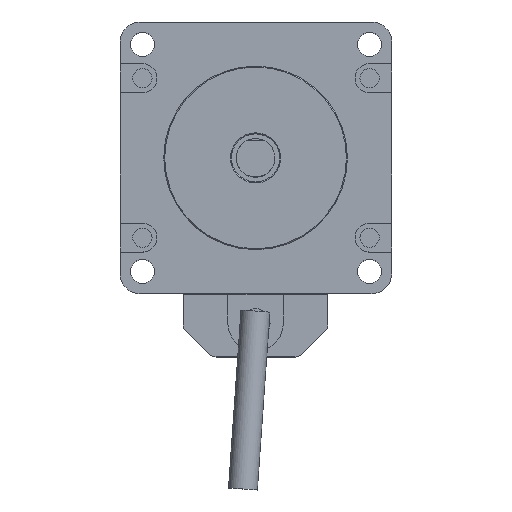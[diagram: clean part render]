
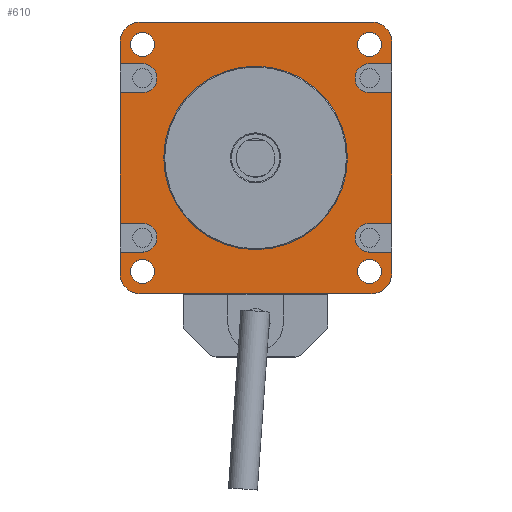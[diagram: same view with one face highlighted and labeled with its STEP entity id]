
A CAD part, top view. The second image highlights one B-rep face of the part: STEP entity #610.
In plain terms, the highlighted planar face has unit normal (0, 0, 1).
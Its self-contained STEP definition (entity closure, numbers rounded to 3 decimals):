
#610=ADVANCED_FACE('',(#1472,#1473,#1474,#1475,#1476,#1477),#735,.T.);
#735=PLANE('',#4318);
#1028=LINE('',#6597,#1351);
#1031=LINE('',#6603,#1354);
#1034=LINE('',#6609,#1357);
#1037=LINE('',#6615,#1360);
#1043=LINE('',#6631,#1366);
#1047=LINE('',#6641,#1370);
#1049=LINE('',#6647,#1372);
#1050=LINE('',#6649,#1373);
#1051=LINE('',#6651,#1374);
#1052=LINE('',#6655,#1375);
#1053=LINE('',#6656,#1376);
#1054=LINE('',#6660,#1377);
#1055=LINE('',#6661,#1378);
#1056=LINE('',#6665,#1379);
#1057=LINE('',#6666,#1380);
#1058=LINE('',#6670,#1381);
#1351=VECTOR('',#5374,1.);
#1354=VECTOR('',#5379,1.);
#1357=VECTOR('',#5384,1.);
#1360=VECTOR('',#5389,1.);
#1366=VECTOR('',#5405,1.);
#1370=VECTOR('',#5415,1.);
#1372=VECTOR('',#5423,1.);
#1373=VECTOR('',#5426,1.);
#1374=VECTOR('',#5429,1.);
#1375=VECTOR('',#5432,1.);
#1376=VECTOR('',#5433,1.);
#1377=VECTOR('',#5436,1.);
#1378=VECTOR('',#5437,1.);
#1379=VECTOR('',#5440,1.);
#1380=VECTOR('',#5441,1.);
#1381=VECTOR('',#5444,1.);
#1472=FACE_BOUND('',#1733,.T.);
#1473=FACE_BOUND('',#1734,.T.);
#1474=FACE_BOUND('',#1735,.T.);
#1475=FACE_BOUND('',#1736,.T.);
#1476=FACE_BOUND('',#1737,.T.);
#1477=FACE_BOUND('',#1738,.T.);
#1733=EDGE_LOOP('',(#2728,#2729,#2730,#2731,#2732,#2733,#2734,#2735,#2736,
#2737,#2738,#2739,#2740,#2741,#2742,#2743,#2744,#2745,#2746,#2747,#2748,
#2749,#2750,#2751));
#1734=EDGE_LOOP('',(#2752));
#1735=EDGE_LOOP('',(#2753));
#1736=EDGE_LOOP('',(#2754));
#1737=EDGE_LOOP('',(#2755));
#1738=EDGE_LOOP('',(#2756));
#2728=ORIENTED_EDGE('',*,*,#3661,.T.);
#2729=ORIENTED_EDGE('',*,*,#3688,.T.);
#2730=ORIENTED_EDGE('',*,*,#3689,.T.);
#2731=ORIENTED_EDGE('',*,*,#3690,.T.);
#2732=ORIENTED_EDGE('',*,*,#3683,.T.);
#2733=ORIENTED_EDGE('',*,*,#3685,.T.);
#2734=ORIENTED_EDGE('',*,*,#3687,.T.);
#2735=ORIENTED_EDGE('',*,*,#3672,.T.);
#2736=ORIENTED_EDGE('',*,*,#3667,.T.);
#2737=ORIENTED_EDGE('',*,*,#3691,.F.);
#2738=ORIENTED_EDGE('',*,*,#3692,.F.);
#2739=ORIENTED_EDGE('',*,*,#3693,.F.);
#2740=ORIENTED_EDGE('',*,*,#3664,.T.);
#2741=ORIENTED_EDGE('',*,*,#3694,.T.);
#2742=ORIENTED_EDGE('',*,*,#3695,.T.);
#2743=ORIENTED_EDGE('',*,*,#3696,.T.);
#2744=ORIENTED_EDGE('',*,*,#3678,.T.);
#2745=ORIENTED_EDGE('',*,*,#3675,.T.);
#2746=ORIENTED_EDGE('',*,*,#3686,.T.);
#2747=ORIENTED_EDGE('',*,*,#3679,.T.);
#2748=ORIENTED_EDGE('',*,*,#3670,.T.);
#2749=ORIENTED_EDGE('',*,*,#3697,.F.);
#2750=ORIENTED_EDGE('',*,*,#3698,.F.);
#2751=ORIENTED_EDGE('',*,*,#3699,.F.);
#2752=ORIENTED_EDGE('',*,*,#3700,.F.);
#2753=ORIENTED_EDGE('',*,*,#3701,.F.);
#2754=ORIENTED_EDGE('',*,*,#3702,.F.);
#2755=ORIENTED_EDGE('',*,*,#3703,.F.);
#2756=ORIENTED_EDGE('',*,*,#3704,.T.);
#3155=VERTEX_POINT('',#6596);
#3156=VERTEX_POINT('',#6598);
#3157=VERTEX_POINT('',#6602);
#3158=VERTEX_POINT('',#6604);
#3159=VERTEX_POINT('',#6608);
#3160=VERTEX_POINT('',#6610);
#3161=VERTEX_POINT('',#6614);
#3162=VERTEX_POINT('',#6616);
#3163=VERTEX_POINT('',#6620);
#3164=VERTEX_POINT('',#6624);
#3165=VERTEX_POINT('',#6626);
#3166=VERTEX_POINT('',#6630);
#3167=VERTEX_POINT('',#6634);
#3168=VERTEX_POINT('',#6638);
#3169=VERTEX_POINT('',#6640);
#3170=VERTEX_POINT('',#6644);
#3171=VERTEX_POINT('',#6652);
#3172=VERTEX_POINT('',#6654);
#3173=VERTEX_POINT('',#6657);
#3174=VERTEX_POINT('',#6659);
#3175=VERTEX_POINT('',#6662);
#3176=VERTEX_POINT('',#6664);
#3177=VERTEX_POINT('',#6667);
#3178=VERTEX_POINT('',#6669);
#3179=VERTEX_POINT('',#6672);
#3180=VERTEX_POINT('',#6674);
#3181=VERTEX_POINT('',#6676);
#3182=VERTEX_POINT('',#6678);
#3183=VERTEX_POINT('',#6680);
#3661=EDGE_CURVE('',#3156,#3155,#1028,.T.);
#3664=EDGE_CURVE('',#3158,#3157,#1031,.T.);
#3667=EDGE_CURVE('',#3160,#3159,#1034,.T.);
#3670=EDGE_CURVE('',#3162,#3161,#1037,.T.);
#3672=EDGE_CURVE('',#3163,#3160,#3902,.T.);
#3675=EDGE_CURVE('',#3165,#3164,#3903,.T.);
#3678=EDGE_CURVE('',#3166,#3165,#1043,.T.);
#3679=EDGE_CURVE('',#3167,#3162,#3904,.T.);
#3683=EDGE_CURVE('',#3168,#3169,#1047,.T.);
#3685=EDGE_CURVE('',#3169,#3170,#3905,.T.);
#3686=EDGE_CURVE('',#3164,#3167,#1049,.T.);
#3687=EDGE_CURVE('',#3170,#3163,#1050,.T.);
#3688=EDGE_CURVE('',#3155,#3171,#1051,.T.);
#3689=EDGE_CURVE('',#3171,#3172,#3906,.T.);
#3690=EDGE_CURVE('',#3172,#3168,#1052,.T.);
#3691=EDGE_CURVE('',#3173,#3159,#1053,.T.);
#3692=EDGE_CURVE('',#3174,#3173,#3907,.T.);
#3693=EDGE_CURVE('',#3158,#3174,#1054,.T.);
#3694=EDGE_CURVE('',#3157,#3175,#1055,.T.);
#3695=EDGE_CURVE('',#3175,#3176,#3908,.T.);
#3696=EDGE_CURVE('',#3176,#3166,#1056,.T.);
#3697=EDGE_CURVE('',#3177,#3161,#1057,.T.);
#3698=EDGE_CURVE('',#3178,#3177,#3909,.T.);
#3699=EDGE_CURVE('',#3156,#3178,#1058,.T.);
#3700=EDGE_CURVE('',#3179,#3179,#3910,.T.);
#3701=EDGE_CURVE('',#3180,#3180,#3911,.T.);
#3702=EDGE_CURVE('',#3181,#3181,#3912,.T.);
#3703=EDGE_CURVE('',#3182,#3182,#3913,.T.);
#3704=EDGE_CURVE('',#3183,#3183,#3914,.T.);
#3902=CIRCLE('',#4297,4.2);
#3903=CIRCLE('',#4299,4.2);
#3904=CIRCLE('',#4302,4.378);
#3905=CIRCLE('',#4305,4.216);
#3906=CIRCLE('',#4309,3.);
#3907=CIRCLE('',#4310,3.);
#3908=CIRCLE('',#4311,3.);
#3909=CIRCLE('',#4312,3.);
#3910=CIRCLE('',#4313,2.5);
#3911=CIRCLE('',#4314,2.5);
#3912=CIRCLE('',#4315,2.5);
#3913=CIRCLE('',#4316,2.5);
#3914=CIRCLE('',#4317,5.);
#4297=AXIS2_PLACEMENT_3D('',#6619,#5393,#5394);
#4299=AXIS2_PLACEMENT_3D('',#6625,#5399,#5400);
#4302=AXIS2_PLACEMENT_3D('',#6633,#5408,#5409);
#4305=AXIS2_PLACEMENT_3D('',#6645,#5419,#5420);
#4309=AXIS2_PLACEMENT_3D('',#6653,#5430,#5431);
#4310=AXIS2_PLACEMENT_3D('',#6658,#5434,#5435);
#4311=AXIS2_PLACEMENT_3D('',#6663,#5438,#5439);
#4312=AXIS2_PLACEMENT_3D('',#6668,#5442,#5443);
#4313=AXIS2_PLACEMENT_3D('',#6671,#5445,#5446);
#4314=AXIS2_PLACEMENT_3D('',#6673,#5447,#5448);
#4315=AXIS2_PLACEMENT_3D('',#6675,#5449,#5450);
#4316=AXIS2_PLACEMENT_3D('',#6677,#5451,#5452);
#4317=AXIS2_PLACEMENT_3D('',#6679,#5453,#5454);
#4318=AXIS2_PLACEMENT_3D('',#6681,#5455,#5456);
#5374=DIRECTION('',(0.,1.,0.));
#5379=DIRECTION('',(0.,-1.,0.));
#5384=DIRECTION('',(0.,-1.,0.));
#5389=DIRECTION('',(0.,1.,0.));
#5393=DIRECTION('',(0.,0.,1.));
#5394=DIRECTION('',(1.,0.,0.));
#5399=DIRECTION('',(0.,0.,1.));
#5400=DIRECTION('',(1.,0.,0.));
#5405=DIRECTION('',(0.,-1.,0.));
#5408=DIRECTION('',(0.,0.,1.));
#5409=DIRECTION('',(1.,0.,0.));
#5415=DIRECTION('',(0.,1.,0.));
#5419=DIRECTION('',(0.,0.,1.));
#5420=DIRECTION('',(1.,0.,0.));
#5423=DIRECTION('',(1.,0.,0.));
#5426=DIRECTION('',(-1.,0.,0.));
#5429=DIRECTION('',(-1.,-0.002,0.));
#5430=DIRECTION('',(0.,0.,-1.));
#5431=DIRECTION('',(-1.,0.,0.));
#5432=DIRECTION('',(1.,0.,0.));
#5433=DIRECTION('',(-1.,0.,0.));
#5434=DIRECTION('',(0.,0.,1.));
#5435=DIRECTION('',(1.,0.,0.));
#5436=DIRECTION('',(1.,-0.002,0.));
#5437=DIRECTION('',(1.,0.002,0.));
#5438=DIRECTION('',(0.,0.,-1.));
#5439=DIRECTION('',(1.,0.,0.));
#5440=DIRECTION('',(-1.,0.,0.));
#5441=DIRECTION('',(1.,0.,0.));
#5442=DIRECTION('',(0.,0.,1.));
#5443=DIRECTION('',(-1.,0.,0.));
#5444=DIRECTION('',(-1.,0.002,0.));
#5445=DIRECTION('',(0.,0.,1.));
#5446=DIRECTION('',(1.,0.,0.));
#5447=DIRECTION('',(0.,0.,1.));
#5448=DIRECTION('',(1.,0.,0.));
#5449=DIRECTION('',(0.,0.,1.));
#5450=DIRECTION('',(1.,0.,0.));
#5451=DIRECTION('',(0.,0.,1.));
#5452=DIRECTION('',(1.,0.,0.));
#5453=DIRECTION('',(0.,0.,-1.));
#5454=DIRECTION('',(1.,0.,0.));
#5455=DIRECTION('',(0.,0.,1.));
#5456=DIRECTION('',(1.,0.,0.));
#6596=CARTESIAN_POINT('',(28.2,13.55,0.));
#6597=CARTESIAN_POINT('',(28.2,-24.,0.));
#6598=CARTESIAN_POINT('',(28.2,-13.55,0.));
#6602=CARTESIAN_POINT('',(-28.2,-13.55,0.));
#6603=CARTESIAN_POINT('',(-28.2,-24.,0.));
#6604=CARTESIAN_POINT('',(-28.2,13.55,0.));
#6608=CARTESIAN_POINT('',(-28.2,19.541,0.));
#6609=CARTESIAN_POINT('',(-28.2,-24.,0.));
#6610=CARTESIAN_POINT('',(-28.2,24.,0.));
#6614=CARTESIAN_POINT('',(28.2,-19.541,0.));
#6615=CARTESIAN_POINT('',(28.2,-24.,0.));
#6616=CARTESIAN_POINT('',(28.2,-23.822,0.));
#6619=CARTESIAN_POINT('',(-24.,24.,0.));
#6620=CARTESIAN_POINT('',(-24.,28.2,0.));
#6624=CARTESIAN_POINT('',(-24.,-28.2,0.));
#6625=CARTESIAN_POINT('',(-24.,-24.,0.));
#6626=CARTESIAN_POINT('',(-28.2,-24.,0.));
#6630=CARTESIAN_POINT('',(-28.2,-19.541,0.));
#6631=CARTESIAN_POINT('',(-28.2,-24.,0.));
#6633=CARTESIAN_POINT('',(23.822,-23.822,0.));
#6634=CARTESIAN_POINT('',(23.822,-28.2,0.));
#6638=CARTESIAN_POINT('',(28.2,19.541,0.));
#6640=CARTESIAN_POINT('',(28.2,23.984,0.));
#6641=CARTESIAN_POINT('',(28.2,-24.,0.));
#6644=CARTESIAN_POINT('',(23.984,28.2,0.));
#6645=CARTESIAN_POINT('',(23.984,23.984,0.));
#6647=CARTESIAN_POINT('',(-24.,-28.2,0.));
#6649=CARTESIAN_POINT('',(-24.,28.2,0.));
#6651=CARTESIAN_POINT('',(28.2,13.55,0.));
#6652=CARTESIAN_POINT('',(23.556,13.541,0.));
#6653=CARTESIAN_POINT('',(23.55,16.541,0.));
#6654=CARTESIAN_POINT('',(23.55,19.541,0.));
#6655=CARTESIAN_POINT('',(23.55,19.541,0.));
#6656=CARTESIAN_POINT('',(-23.55,19.541,0.));
#6657=CARTESIAN_POINT('',(-23.55,19.541,0.));
#6658=CARTESIAN_POINT('',(-23.55,16.541,0.));
#6659=CARTESIAN_POINT('',(-23.556,13.541,0.));
#6660=CARTESIAN_POINT('',(-28.2,13.55,0.));
#6661=CARTESIAN_POINT('',(-28.2,-13.55,0.));
#6662=CARTESIAN_POINT('',(-23.556,-13.541,0.));
#6663=CARTESIAN_POINT('',(-23.55,-16.541,0.));
#6664=CARTESIAN_POINT('',(-23.55,-19.541,0.));
#6665=CARTESIAN_POINT('',(-23.55,-19.541,0.));
#6666=CARTESIAN_POINT('',(23.55,-19.541,0.));
#6667=CARTESIAN_POINT('',(23.55,-19.541,0.));
#6668=CARTESIAN_POINT('',(23.55,-16.541,0.));
#6669=CARTESIAN_POINT('',(23.556,-13.541,0.));
#6670=CARTESIAN_POINT('',(28.2,-13.55,0.));
#6671=CARTESIAN_POINT('',(-23.55,-23.55,0.));
#6672=CARTESIAN_POINT('',(-21.05,-23.55,0.));
#6673=CARTESIAN_POINT('',(-23.55,23.55,0.));
#6674=CARTESIAN_POINT('',(-21.05,23.55,0.));
#6675=CARTESIAN_POINT('',(23.55,-23.55,0.));
#6676=CARTESIAN_POINT('',(26.05,-23.55,0.));
#6677=CARTESIAN_POINT('',(23.55,23.55,0.));
#6678=CARTESIAN_POINT('',(26.05,23.55,0.));
#6679=CARTESIAN_POINT('',(-0.089,0.,0.));
#6680=CARTESIAN_POINT('',(4.911,0.,0.));
#6681=CARTESIAN_POINT('',(-24.,-24.,0.));
